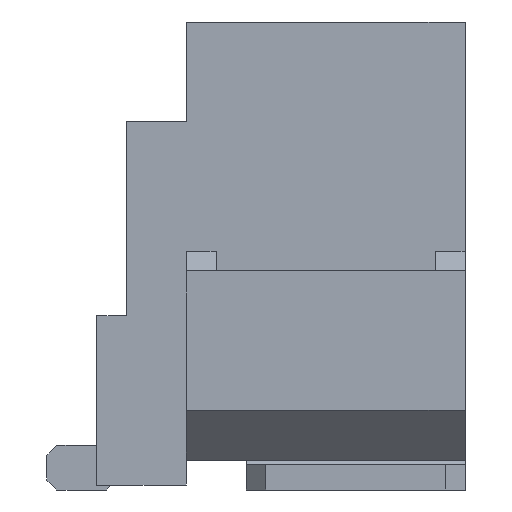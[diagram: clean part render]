
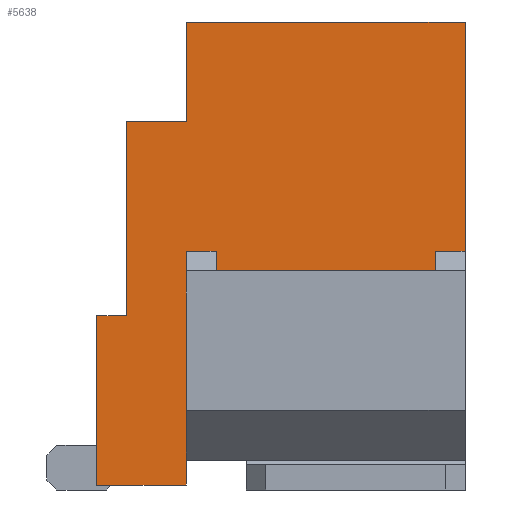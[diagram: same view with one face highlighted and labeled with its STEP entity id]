
A CAD part, left-side view. The second image highlights one B-rep face of the part: STEP entity #5638.
In plain terms, the highlighted planar face has unit normal (-1, 0, 0).
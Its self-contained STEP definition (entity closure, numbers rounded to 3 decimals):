
#38 = CARTESIAN_POINT ( 'NONE',  ( -8.375, 1.7, 0.05 ) ) ;
#162 = DIRECTION ( 'NONE',  ( 0., 0., -1. ) ) ;
#295 = CARTESIAN_POINT ( 'NONE',  ( -8.375, -0.8, 4.7 ) ) ;
#632 = ORIENTED_EDGE ( 'NONE', *, *, #739, .T. ) ;
#735 = LINE ( 'NONE', #17892, #5092 ) ;
#739 = EDGE_CURVE ( 'NONE', #11057, #11039, #9824, .T. ) ;
#1053 = PLANE ( 'NONE',  #11569 ) ;
#1092 = VECTOR ( 'NONE', #18262, 1000. ) ;
#1154 = DIRECTION ( 'NONE',  ( 0., 0., 1. ) ) ;
#1497 = DIRECTION ( 'NONE',  ( 0., -1., 0. ) ) ;
#1500 = DIRECTION ( 'NONE',  ( 0., 0., 1. ) ) ;
#1728 = VERTEX_POINT ( 'NONE', #19569 ) ;
#1827 = EDGE_CURVE ( 'NONE', #10313, #16887, #4653, .T. ) ;
#1879 = ORIENTED_EDGE ( 'NONE', *, *, #6715, .T. ) ;
#1913 = LINE ( 'NONE', #13851, #18046 ) ;
#2127 = CARTESIAN_POINT ( 'NONE',  ( -8.375, 1.7, 2.4 ) ) ;
#2215 = VERTEX_POINT ( 'NONE', #7546 ) ;
#2523 = EDGE_LOOP ( 'NONE', ( #18227, #17890, #1879, #19155, #16688, #13322, #17645, #3498, #8308, #9213, #10376, #9424, #13537, #632, #20127 ) ) ;
#2649 = LINE ( 'NONE', #14432, #15037 ) ;
#2839 = CARTESIAN_POINT ( 'NONE',  ( -8.375, -0.8, 2.4 ) ) ;
#2991 = VERTEX_POINT ( 'NONE', #11031 ) ;
#3014 = VECTOR ( 'NONE', #1500, 1000. ) ;
#3282 = CARTESIAN_POINT ( 'NONE',  ( -8.375, -1.1, 2.4 ) ) ;
#3498 = ORIENTED_EDGE ( 'NONE', *, *, #17911, .F. ) ;
#3627 = VECTOR ( 'NONE', #3629, 1000. ) ;
#3629 = DIRECTION ( 'NONE',  ( 0., -1., 0. ) ) ;
#3970 = VECTOR ( 'NONE', #20609, 1000. ) ;
#4031 = VERTEX_POINT ( 'NONE', #19817 ) ;
#4508 = CARTESIAN_POINT ( 'NONE',  ( -8.375, 2.6, 4.7 ) ) ;
#4653 = LINE ( 'NONE', #295, #12723 ) ;
#4716 = EDGE_CURVE ( 'NONE', #1728, #15323, #13132, .T. ) ;
#5092 = VECTOR ( 'NONE', #6661, 1000. ) ;
#5117 = DIRECTION ( 'NONE',  ( 0., 0., -1. ) ) ;
#5447 = DIRECTION ( 'NONE',  ( 0., 1., 0. ) ) ;
#5531 = VECTOR ( 'NONE', #20936, 1000. ) ;
#5638 = ADVANCED_FACE ( 'NONE', ( #13046 ), #1053, .F. ) ;
#5682 = EDGE_CURVE ( 'NONE', #11057, #15290, #8269, .T. ) ;
#5864 = DIRECTION ( 'NONE',  ( 0., 0., 1. ) ) ;
#5957 = LINE ( 'NONE', #2127, #1092 ) ;
#5975 = CARTESIAN_POINT ( 'NONE',  ( -8.375, 2.6, 4.7 ) ) ;
#6065 = LINE ( 'NONE', #14105, #17862 ) ;
#6661 = DIRECTION ( 'NONE',  ( 0., 0., 1. ) ) ;
#6715 = EDGE_CURVE ( 'NONE', #2215, #16887, #14060, .T. ) ;
#6745 = CARTESIAN_POINT ( 'NONE',  ( -8.375, 1.4, 4.7 ) ) ;
#6859 = VECTOR ( 'NONE', #5117, 1000. ) ;
#7370 = LINE ( 'NONE', #20804, #15391 ) ;
#7546 = CARTESIAN_POINT ( 'NONE',  ( -8.375, 1.4, 1.7 ) ) ;
#7592 = DIRECTION ( 'NONE',  ( 0., 0., -1. ) ) ;
#7771 = CARTESIAN_POINT ( 'NONE',  ( -8.375, 1.4, 1.7 ) ) ;
#7973 = CARTESIAN_POINT ( 'NONE',  ( -8.375, 2.3, 1.75 ) ) ;
#8123 = VERTEX_POINT ( 'NONE', #10007 ) ;
#8269 = LINE ( 'NONE', #15641, #12051 ) ;
#8308 = ORIENTED_EDGE ( 'NONE', *, *, #12012, .F. ) ;
#8383 = CARTESIAN_POINT ( 'NONE',  ( -8.375, 2.6, 0.05 ) ) ;
#8605 = CARTESIAN_POINT ( 'NONE',  ( -8.375, 2.3, 3.7 ) ) ;
#8820 = EDGE_CURVE ( 'NONE', #2991, #2215, #19149, .T. ) ;
#9213 = ORIENTED_EDGE ( 'NONE', *, *, #4716, .F. ) ;
#9287 = DIRECTION ( 'NONE',  ( 0., 1., 0. ) ) ;
#9297 = VERTEX_POINT ( 'NONE', #11285 ) ;
#9424 = ORIENTED_EDGE ( 'NONE', *, *, #17410, .F. ) ;
#9824 = LINE ( 'NONE', #38, #5531 ) ;
#9889 = EDGE_CURVE ( 'NONE', #12630, #10323, #2649, .T. ) ;
#10007 = CARTESIAN_POINT ( 'NONE',  ( -8.375, 1.7, 2.4 ) ) ;
#10155 = EDGE_CURVE ( 'NONE', #1728, #9297, #11255, .T. ) ;
#10313 = VERTEX_POINT ( 'NONE', #2839 ) ;
#10323 = VERTEX_POINT ( 'NONE', #18909 ) ;
#10376 = ORIENTED_EDGE ( 'NONE', *, *, #10155, .T. ) ;
#10614 = EDGE_CURVE ( 'NONE', #10313, #17520, #12719, .T. ) ;
#11031 = CARTESIAN_POINT ( 'NONE',  ( -8.375, 1.4, 2.4 ) ) ;
#11039 = VERTEX_POINT ( 'NONE', #13541 ) ;
#11057 = VERTEX_POINT ( 'NONE', #18385 ) ;
#11058 = LINE ( 'NONE', #4508, #19585 ) ;
#11255 = LINE ( 'NONE', #11768, #15013 ) ;
#11285 = CARTESIAN_POINT ( 'NONE',  ( -8.375, 2.6, 1.75 ) ) ;
#11569 = AXIS2_PLACEMENT_3D ( 'NONE', #5975, #17196, #7592 ) ;
#11768 = CARTESIAN_POINT ( 'NONE',  ( -8.375, 2.3, 1.75 ) ) ;
#12012 = EDGE_CURVE ( 'NONE', #15323, #4031, #7370, .T. ) ;
#12051 = VECTOR ( 'NONE', #9287, 1000. ) ;
#12630 = VERTEX_POINT ( 'NONE', #20748 ) ;
#12719 = LINE ( 'NONE', #13286, #3627 ) ;
#12723 = VECTOR ( 'NONE', #162, 1000. ) ;
#13046 = FACE_OUTER_BOUND ( 'NONE', #2523, .T. ) ;
#13132 = LINE ( 'NONE', #7973, #3014 ) ;
#13286 = CARTESIAN_POINT ( 'NONE',  ( -8.375, 1.7, 2.4 ) ) ;
#13322 = ORIENTED_EDGE ( 'NONE', *, *, #14457, .T. ) ;
#13537 = ORIENTED_EDGE ( 'NONE', *, *, #5682, .F. ) ;
#13541 = CARTESIAN_POINT ( 'NONE',  ( -8.375, 1.7, 0.3 ) ) ;
#13645 = EDGE_CURVE ( 'NONE', #8123, #2991, #5957, .T. ) ;
#13851 = CARTESIAN_POINT ( 'NONE',  ( -8.375, 1.7, 3.7 ) ) ;
#14060 = LINE ( 'NONE', #7771, #3970 ) ;
#14105 = CARTESIAN_POINT ( 'NONE',  ( -8.375, 1.7, 0.3 ) ) ;
#14179 = CARTESIAN_POINT ( 'NONE',  ( -8.375, -0.8, 1.7 ) ) ;
#14432 = CARTESIAN_POINT ( 'NONE',  ( -8.375, 2.6, 4.7 ) ) ;
#14457 = EDGE_CURVE ( 'NONE', #17520, #10323, #735, .T. ) ;
#15013 = VECTOR ( 'NONE', #5447, 1000. ) ;
#15037 = VECTOR ( 'NONE', #17659, 1000. ) ;
#15290 = VERTEX_POINT ( 'NONE', #8383 ) ;
#15323 = VERTEX_POINT ( 'NONE', #8605 ) ;
#15391 = VECTOR ( 'NONE', #1497, 1000. ) ;
#15641 = CARTESIAN_POINT ( 'NONE',  ( -8.375, 2.6, 0.05 ) ) ;
#15707 = DIRECTION ( 'NONE',  ( 0., 0., 1. ) ) ;
#16688 = ORIENTED_EDGE ( 'NONE', *, *, #10614, .T. ) ;
#16864 = EDGE_CURVE ( 'NONE', #11039, #8123, #6065, .T. ) ;
#16887 = VERTEX_POINT ( 'NONE', #14179 ) ;
#17196 = DIRECTION ( 'NONE',  ( 1., 0., 0. ) ) ;
#17410 = EDGE_CURVE ( 'NONE', #15290, #9297, #11058, .T. ) ;
#17520 = VERTEX_POINT ( 'NONE', #3282 ) ;
#17645 = ORIENTED_EDGE ( 'NONE', *, *, #9889, .F. ) ;
#17659 = DIRECTION ( 'NONE',  ( 0., -1., 0. ) ) ;
#17862 = VECTOR ( 'NONE', #15707, 1000. ) ;
#17890 = ORIENTED_EDGE ( 'NONE', *, *, #8820, .T. ) ;
#17892 = CARTESIAN_POINT ( 'NONE',  ( -8.375, -1.1, 4.7 ) ) ;
#17911 = EDGE_CURVE ( 'NONE', #4031, #12630, #1913, .T. ) ;
#18046 = VECTOR ( 'NONE', #5864, 1000. ) ;
#18227 = ORIENTED_EDGE ( 'NONE', *, *, #13645, .T. ) ;
#18262 = DIRECTION ( 'NONE',  ( 0., -1., 0. ) ) ;
#18385 = CARTESIAN_POINT ( 'NONE',  ( -8.375, 1.7, 0.05 ) ) ;
#18909 = CARTESIAN_POINT ( 'NONE',  ( -8.375, -1.1, 4.7 ) ) ;
#19149 = LINE ( 'NONE', #6745, #6859 ) ;
#19155 = ORIENTED_EDGE ( 'NONE', *, *, #1827, .F. ) ;
#19569 = CARTESIAN_POINT ( 'NONE',  ( -8.375, 2.3, 1.75 ) ) ;
#19585 = VECTOR ( 'NONE', #1154, 1000. ) ;
#19817 = CARTESIAN_POINT ( 'NONE',  ( -8.375, 1.7, 3.7 ) ) ;
#20127 = ORIENTED_EDGE ( 'NONE', *, *, #16864, .T. ) ;
#20609 = DIRECTION ( 'NONE',  ( 0., -1., 0. ) ) ;
#20748 = CARTESIAN_POINT ( 'NONE',  ( -8.375, 1.7, 4.7 ) ) ;
#20804 = CARTESIAN_POINT ( 'NONE',  ( -8.375, 2.3, 3.7 ) ) ;
#20936 = DIRECTION ( 'NONE',  ( 0., 0., 1. ) ) ;
